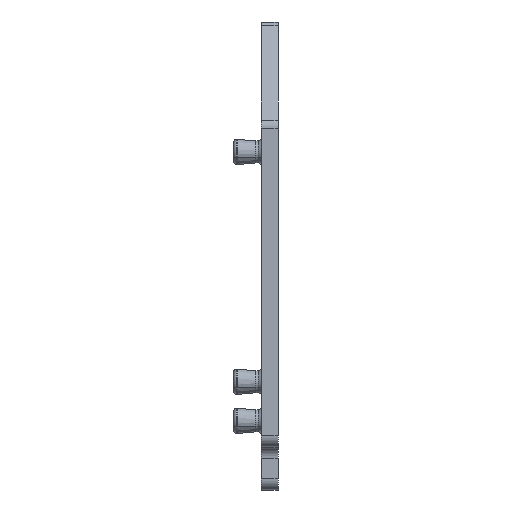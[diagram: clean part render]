
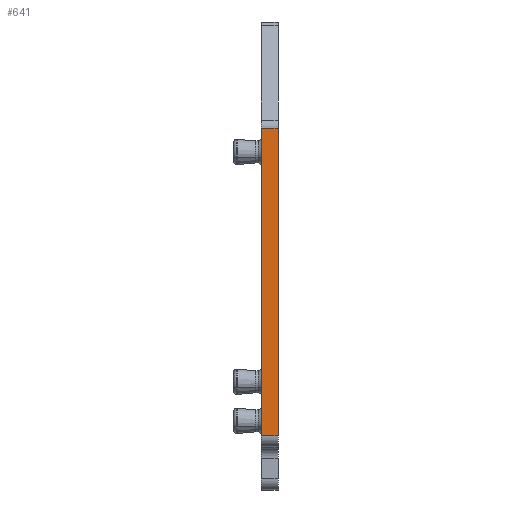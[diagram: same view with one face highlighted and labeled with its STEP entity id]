
A CAD part, front view. The second image highlights one B-rep face of the part: STEP entity #641.
In plain terms, the highlighted planar face has unit normal (0, -1, 0).
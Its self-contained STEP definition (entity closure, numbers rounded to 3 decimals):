
#628=AXIS2_PLACEMENT_3D('Plane Axis2P3D',#625,#626,#627) ;
#88=CARTESIAN_POINT('Vertex',(2.475,0.,4.85)) ;
#91=CARTESIAN_POINT('Line Origine',(2.475,0.,18.646)) ;
#95=CARTESIAN_POINT('Vertex',(2.475,0.,32.443)) ;
#463=CARTESIAN_POINT('Vertex',(3.975,0.,32.443)) ;
#466=CARTESIAN_POINT('Line Origine',(3.975,0.,18.646)) ;
#470=CARTESIAN_POINT('Vertex',(3.975,0.,4.85)) ;
#613=CARTESIAN_POINT('Line Origine',(3.225,0.,4.85)) ;
#625=CARTESIAN_POINT('Axis2P3D Location',(2.475,0.,32.443)) ;
#630=CARTESIAN_POINT('Line Origine',(3.225,0.,32.443)) ;
#92=DIRECTION('Vector Direction',(0.,0.,-1.)) ;
#467=DIRECTION('Vector Direction',(0.,0.,-1.)) ;
#614=DIRECTION('Vector Direction',(1.,0.,0.)) ;
#626=DIRECTION('Axis2P3D Direction',(0.,-1.,0.)) ;
#627=DIRECTION('Axis2P3D XDirection',(0.,0.,-1.)) ;
#631=DIRECTION('Vector Direction',(1.,0.,0.)) ;
#93=VECTOR('Line Direction',#92,1.) ;
#468=VECTOR('Line Direction',#467,1.) ;
#615=VECTOR('Line Direction',#614,1.) ;
#632=VECTOR('Line Direction',#631,1.) ;
#636=ORIENTED_EDGE('',*,*,#634,.F.) ;
#637=ORIENTED_EDGE('',*,*,#97,.T.) ;
#638=ORIENTED_EDGE('',*,*,#617,.T.) ;
#639=ORIENTED_EDGE('',*,*,#472,.F.) ;
#641=ADVANCED_FACE('V1',(#640),#629,.T.) ;
#97=EDGE_CURVE('',#96,#89,#94,.T.) ;
#472=EDGE_CURVE('',#464,#471,#469,.T.) ;
#617=EDGE_CURVE('',#89,#471,#616,.T.) ;
#634=EDGE_CURVE('',#96,#464,#633,.T.) ;
#635=EDGE_LOOP('',(#636,#637,#638,#639)) ;
#640=FACE_OUTER_BOUND('',#635,.T.) ;
#94=LINE('Line',#91,#93) ;
#469=LINE('Line',#466,#468) ;
#616=LINE('Line',#613,#615) ;
#633=LINE('Line',#630,#632) ;
#629=PLANE('',#628) ;
#89=VERTEX_POINT('',#88) ;
#96=VERTEX_POINT('',#95) ;
#464=VERTEX_POINT('',#463) ;
#471=VERTEX_POINT('',#470) ;
